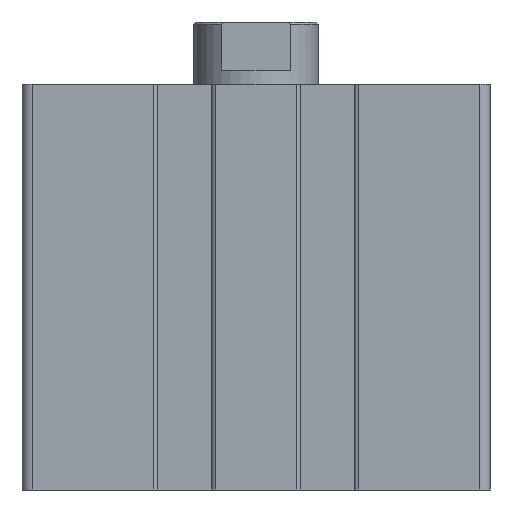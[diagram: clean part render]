
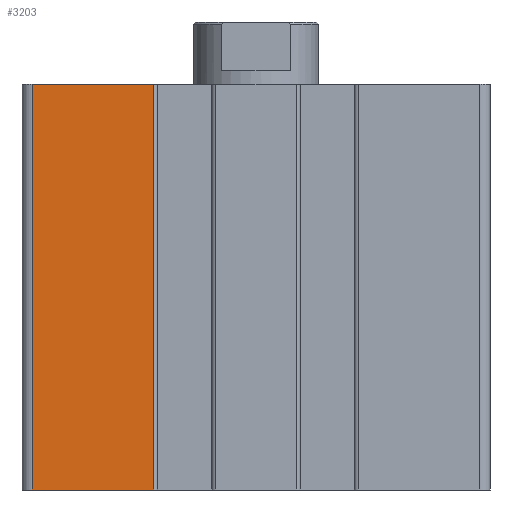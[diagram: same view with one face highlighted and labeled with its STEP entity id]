
A CAD part, front view. The second image highlights one B-rep face of the part: STEP entity #3203.
In plain terms, the highlighted planar face has unit normal (0, -1, 0).
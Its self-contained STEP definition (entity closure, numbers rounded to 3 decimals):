
#345=ORIENTED_EDGE('',*,*,#1286,.F.);
#346=ORIENTED_EDGE('',*,*,#1285,.F.);
#347=ORIENTED_EDGE('',*,*,#1287,.T.);
#348=ORIENTED_EDGE('',*,*,#1288,.T.);
#1285=EDGE_CURVE('',#1755,#1754,#2086,.T.);
#1286=EDGE_CURVE('',#1754,#1756,#2087,.T.);
#1287=EDGE_CURVE('',#1755,#1757,#2088,.T.);
#1288=EDGE_CURVE('',#1757,#1756,#2089,.T.);
#1754=VERTEX_POINT('',#4872);
#1755=VERTEX_POINT('',#4874);
#1756=VERTEX_POINT('',#4878);
#1757=VERTEX_POINT('',#4880);
#2086=LINE('',#4875,#2356);
#2087=LINE('',#4877,#2357);
#2088=LINE('',#4879,#2358);
#2089=LINE('',#4881,#2359);
#2356=VECTOR('',#3822,1000.);
#2357=VECTOR('',#3825,1000.);
#2358=VECTOR('',#3826,1000.);
#2359=VECTOR('',#3827,1000.);
#2624=EDGE_LOOP('',(#345,#346,#347,#348));
#2870=FACE_BOUND('',#2624,.T.);
#3116=PLANE('',#3422);
#3203=ADVANCED_FACE('',(#2870),#3116,.T.);
#3422=AXIS2_PLACEMENT_3D('',#4876,#3823,#3824);
#3822=DIRECTION('',(0.,0.,1.));
#3823=DIRECTION('',(0.,-1.,0.));
#3824=DIRECTION('',(0.,0.,-1.));
#3825=DIRECTION('',(1.,0.,0.));
#3826=DIRECTION('',(1.,0.,0.));
#3827=DIRECTION('',(0.,0.,1.));
#4872=CARTESIAN_POINT('',(-21.5,-22.5,0.));
#4874=CARTESIAN_POINT('',(-21.5,-22.5,-39.));
#4875=CARTESIAN_POINT('',(-21.5,-22.5,-39.));
#4876=CARTESIAN_POINT('',(-21.5,-22.5,-39.));
#4877=CARTESIAN_POINT('',(-21.5,-22.5,0.));
#4878=CARTESIAN_POINT('',(-9.85,-22.5,0.));
#4879=CARTESIAN_POINT('',(-21.5,-22.5,-39.));
#4880=CARTESIAN_POINT('',(-9.85,-22.5,-39.));
#4881=CARTESIAN_POINT('',(-9.85,-22.5,-39.));
